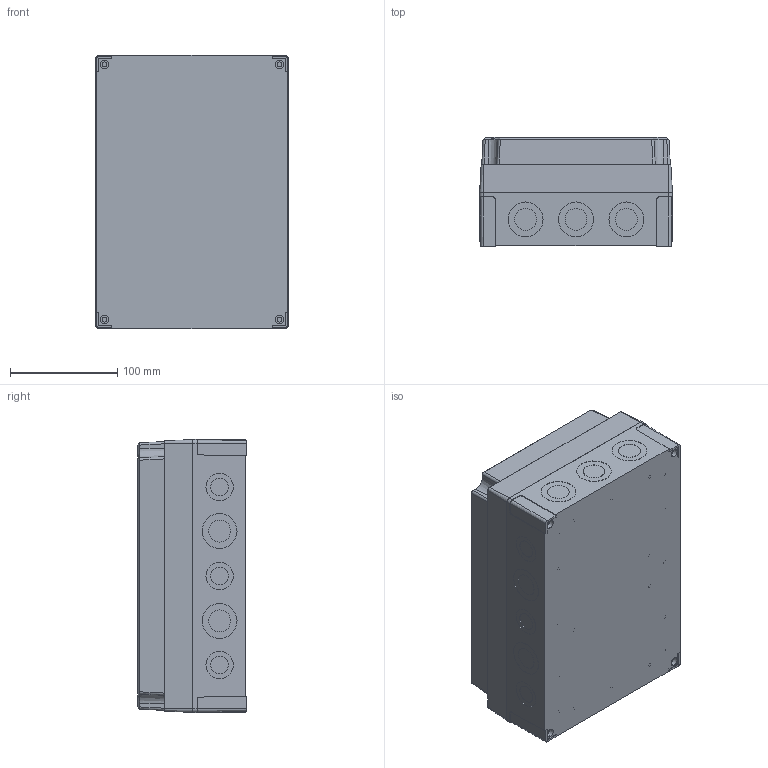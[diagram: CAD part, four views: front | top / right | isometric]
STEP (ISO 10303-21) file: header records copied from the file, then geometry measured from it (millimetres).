
FILE_DESCRIPTION (( 'STEP AP203' ), '1' );
FILE_NAME ('ULPCM200100T_Default.step', '2025-08-29T17:50:38', ( 'Windows User' ), ( 'AUTOMATION DIRECT' ), 'SwSTEP 2.0', 'SolidWorks 2024', '' );
FILE_SCHEMA (( 'CONFIG_CONTROL_DESIGN' ));
Length unit declared in the file: inch
Products named in the file (1): ULPCM200100T_Default
Bounding box: 180.1 x 101.6 x 255.1 mm (x, y, z)
Volume: 511797.8 mm3; surface area: 362635.7 mm2
Topology: 6 solids, 6 shells, 725 faces, 1717 edges, 1136 vertices
Faces by surface type: plane 383, cylinder 280, cone 60, bspline 2
Entity records: 24091 total; most frequent: CARTESIAN_POINT 6732, DIRECTION 3761, ORIENTED_EDGE 3434, EDGE_CURVE 1717, AXIS2_PLACEMENT_3D 1416, VERTEX_POINT 1136, VECTOR 929, LINE 929
